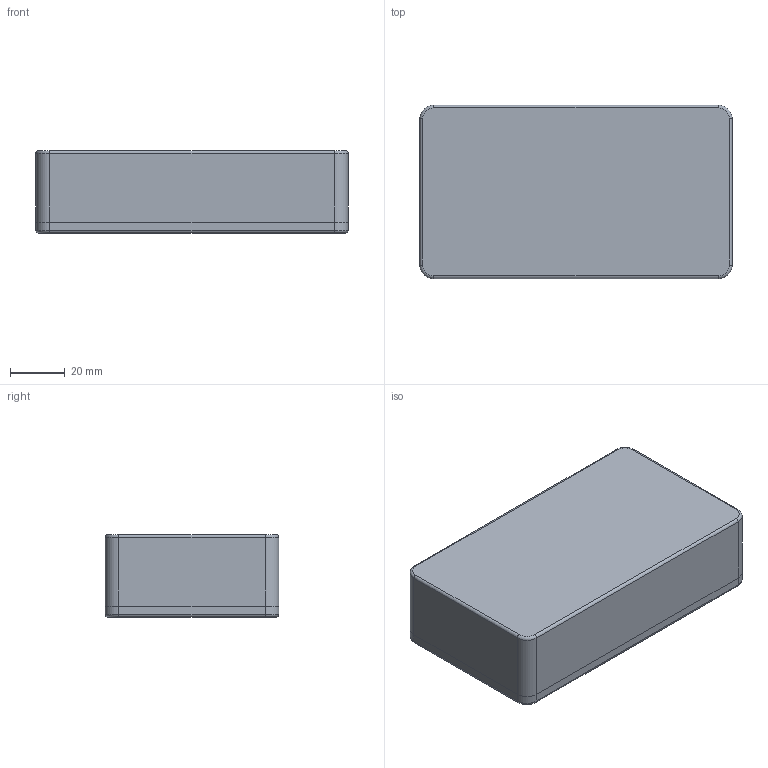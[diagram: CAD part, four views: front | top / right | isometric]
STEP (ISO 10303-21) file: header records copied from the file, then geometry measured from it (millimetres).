
FILE_DESCRIPTION(('STEP AP214'), '1');
FILE_NAME('Gainta_B013_assy', '2019-07-13T12:06:40', ('UNSPECIFIED'), ('UNSPECIFIED'), 'ASCON STEP Converter 1.3', 'ASCON Math Kernel', '');
FILE_SCHEMA(('AUTOMOTIVE_DESIGN { 1 0 10303 214 3 1 1}'));
Length unit declared in the file: millimetre
Assembly tree (6 placements, depth 2):
  (unnamed)
    (unnamed)
    (unnamed)
    (unnamed)
    (unnamed)
    (unnamed)
    (unnamed)
Bounding box: 114.5 x 63.6 x 30.43 mm (x, y, z)
Volume: 44378.9 mm3; surface area: 51828 mm2
Topology: 6 solids, 6 shells, 347 faces, 902 edges, 578 vertices
Faces by surface type: plane 219, cylinder 78, torus 18, cone 16, sphere 8, bspline 8
Full cylindrical faces by diameter (mm): 2.85 x4, 3 x6, 3.5 x8, 6.5 x4
Entity records: 13943 total; most frequent: CARTESIAN_POINT 2330, DIRECTION 1748, ORIENTED_EDGE 1708, EDGE_CURVE 854, LINE 588, VECTOR 588, AXIS2_PLACEMENT_3D 580, VERTEX_POINT 570
